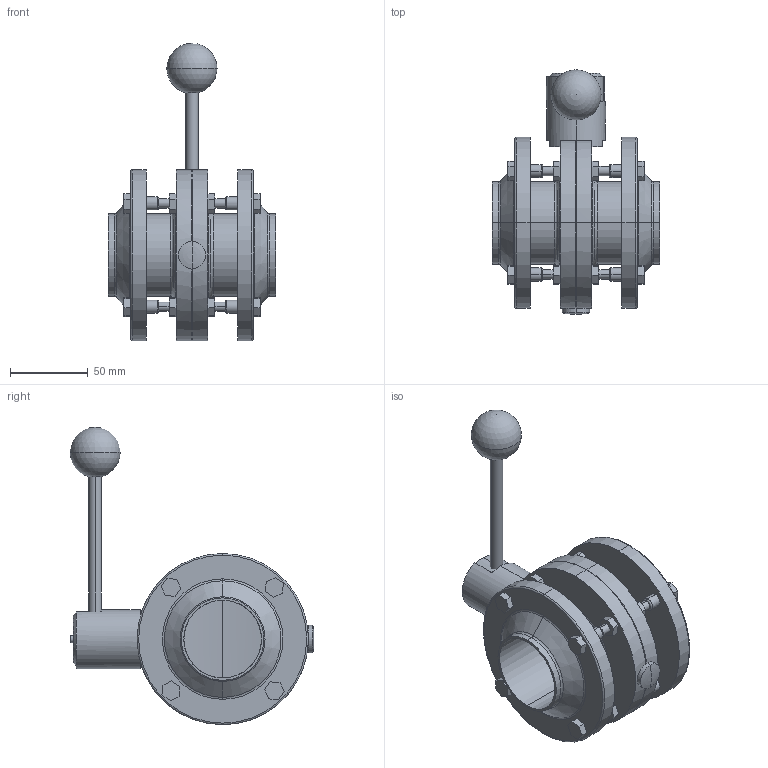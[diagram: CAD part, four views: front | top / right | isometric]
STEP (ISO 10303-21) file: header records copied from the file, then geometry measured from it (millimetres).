
FILE_DESCRIPTION (( 'STEP AP203' ), '1' );
FILE_NAME ('3D-M4310_DN50_174501015_174501040.STEP', '2024-09-19T11:49:33', ( '' ), ( '' ), 'SwSTEP 2.0', 'SolidWorks 2024', '' );
FILE_SCHEMA (( 'CONFIG_CONTROL_DESIGN' ));
Length unit declared in the file: millimetre
Products named in the file (1): 3D-M4310_DN50_174501015_174501040
Bounding box: 108 x 156.84 x 191.13 mm (x, y, z)
Volume: 428706.2 mm3; surface area: 119466.3 mm2
Topology: 4 solids, 13 shells, 325 faces, 752 edges, 478 vertices
Faces by surface type: plane 170, cylinder 93, torus 38, cone 18, sphere 6
Entity records: 9760 total; most frequent: CARTESIAN_POINT 2084, DIRECTION 1659, ORIENTED_EDGE 1492, EDGE_CURVE 746, AXIS2_PLACEMENT_3D 613, VERTEX_POINT 476, VECTOR 433, LINE 433
